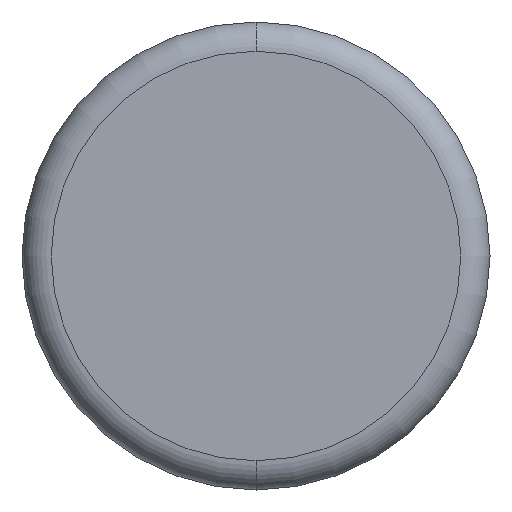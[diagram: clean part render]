
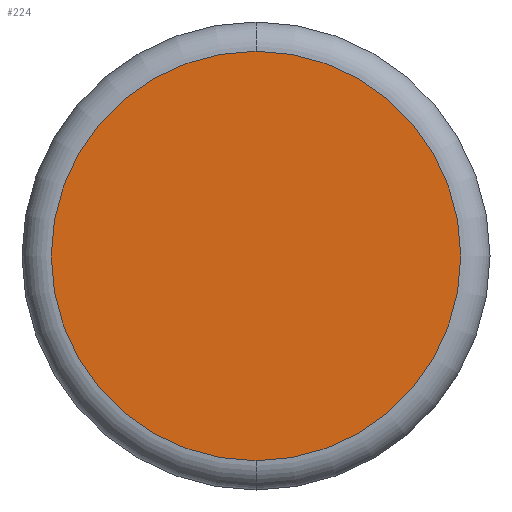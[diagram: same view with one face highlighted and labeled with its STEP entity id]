
A CAD part, front view. The second image highlights one B-rep face of the part: STEP entity #224.
In plain terms, the highlighted planar face has unit normal (0, -1, 0).
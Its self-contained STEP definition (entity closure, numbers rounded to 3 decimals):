
#18 = DIRECTION ( 'NONE',  ( 0., -1., 0. ) ) ;
#37 = CARTESIAN_POINT ( 'NONE',  ( 0., 0., 0. ) ) ;
#116 = ORIENTED_EDGE ( 'NONE', *, *, #191, .T. ) ;
#117 = AXIS2_PLACEMENT_3D ( 'NONE', #37, #213, #121 ) ;
#121 = DIRECTION ( 'NONE',  ( 0., 0., -1. ) ) ;
#148 = AXIS2_PLACEMENT_3D ( 'NONE', #170, #351, #259 ) ;
#170 = CARTESIAN_POINT ( 'NONE',  ( 0., 0., 0. ) ) ;
#191 = EDGE_CURVE ( 'NONE', #293, #286, #232, .T. ) ;
#212 = EDGE_CURVE ( 'NONE', #286, #293, #282, .T. ) ;
#213 = DIRECTION ( 'NONE',  ( 0., -1., 0. ) ) ;
#217 = EDGE_LOOP ( 'NONE', ( #116, #295 ) ) ;
#219 = DIRECTION ( 'NONE',  ( 0., 0., -1. ) ) ;
#224 = ADVANCED_FACE ( 'NONE', ( #261 ), #262, .T. ) ;
#232 = CIRCLE ( 'NONE', #148, 3.5 ) ;
#259 = DIRECTION ( 'NONE',  ( 0., 0., -1. ) ) ;
#261 = FACE_OUTER_BOUND ( 'NONE', #217, .T. ) ;
#262 = PLANE ( 'NONE',  #289 ) ;
#282 = CIRCLE ( 'NONE', #117, 3.5 ) ;
#286 = VERTEX_POINT ( 'NONE', #358 ) ;
#289 = AXIS2_PLACEMENT_3D ( 'NONE', #292, #18, #219 ) ;
#292 = CARTESIAN_POINT ( 'NONE',  ( 0., 0., 0. ) ) ;
#293 = VERTEX_POINT ( 'NONE', #300 ) ;
#295 = ORIENTED_EDGE ( 'NONE', *, *, #212, .T. ) ;
#300 = CARTESIAN_POINT ( 'NONE',  ( 0., 0., -3.5 ) ) ;
#351 = DIRECTION ( 'NONE',  ( 0., -1., 0. ) ) ;
#358 = CARTESIAN_POINT ( 'NONE',  ( 0., 0., 3.5 ) ) ;
